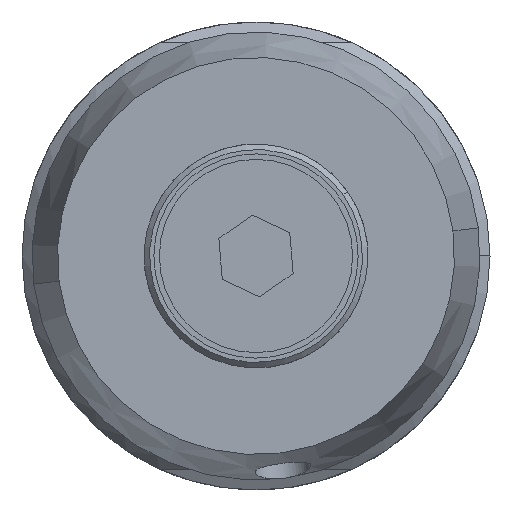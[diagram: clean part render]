
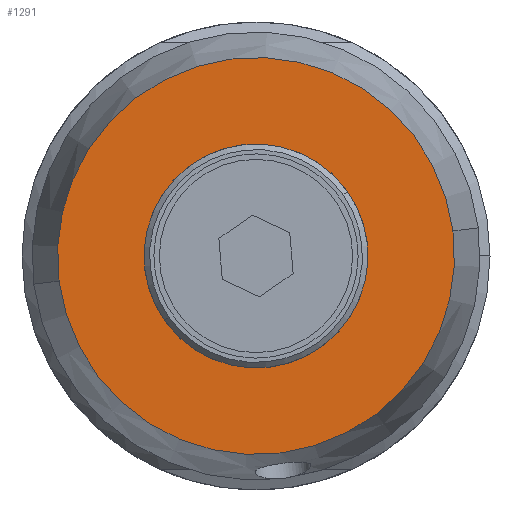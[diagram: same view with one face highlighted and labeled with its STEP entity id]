
A CAD part, front view. The second image highlights one B-rep face of the part: STEP entity #1291.
In plain terms, the highlighted planar face has unit normal (0, -1, 0).
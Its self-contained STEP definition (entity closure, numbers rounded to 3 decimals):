
#1 = CARTESIAN_POINT ( 'NONE',  ( 56.838, -148.5, 50.195 ) ) ;
#282 = DIRECTION ( 'NONE',  ( 0.992, 0., 0.126 ) ) ;
#313 = CARTESIAN_POINT ( 'NONE',  ( 46.918, -148.5, 48.934 ) ) ;
#328 = CARTESIAN_POINT ( 'NONE',  ( 46.918, -148.5, 48.934 ) ) ;
#405 = DIRECTION ( 'NONE',  ( 0., 1., 0. ) ) ;
#482 = CARTESIAN_POINT ( 'NONE',  ( 29.337, -148.5, 46.699 ) ) ;
#521 = AXIS2_PLACEMENT_3D ( 'NONE', #313, #1390, #282 ) ;
#553 = EDGE_CURVE ( 'NONE', #3343, #1615, #1976, .T. ) ;
#574 = CIRCLE ( 'NONE', #521, 10. ) ;
#610 = DIRECTION ( 'NONE',  ( 0.992, 0., 0.126 ) ) ;
#679 = ORIENTED_EDGE ( 'NONE', *, *, #3235, .T. ) ;
#810 = ORIENTED_EDGE ( 'NONE', *, *, #2973, .F. ) ;
#863 = DIRECTION ( 'NONE',  ( 0., 1., 0. ) ) ;
#920 = DIRECTION ( 'NONE',  ( 0., 1., 0. ) ) ;
#943 = FACE_BOUND ( 'NONE', #3043, .T. ) ;
#949 = CARTESIAN_POINT ( 'NONE',  ( 64.499, -148.5, 51.169 ) ) ;
#1068 = AXIS2_PLACEMENT_3D ( 'NONE', #1230, #3402, #1754 ) ;
#1111 = AXIS2_PLACEMENT_3D ( 'NONE', #2244, #405, #610 ) ;
#1230 = CARTESIAN_POINT ( 'NONE',  ( 46.918, -148.5, 48.934 ) ) ;
#1291 = ADVANCED_FACE ( 'NONE', ( #3153, #943 ), #2790, .F. ) ;
#1390 = DIRECTION ( 'NONE',  ( 0., 1., 0. ) ) ;
#1615 = VERTEX_POINT ( 'NONE', #482 ) ;
#1690 = EDGE_CURVE ( 'NONE', #2292, #2059, #574, .T. ) ;
#1707 = ORIENTED_EDGE ( 'NONE', *, *, #553, .F. ) ;
#1754 = DIRECTION ( 'NONE',  ( 0.992, 0., 0.126 ) ) ;
#1755 = CIRCLE ( 'NONE', #2106, 10. ) ;
#1936 = DIRECTION ( 'NONE',  ( 0.992, 0., 0.126 ) ) ;
#1976 = CIRCLE ( 'NONE', #3191, 17.722 ) ;
#2059 = VERTEX_POINT ( 'NONE', #2871 ) ;
#2106 = AXIS2_PLACEMENT_3D ( 'NONE', #2165, #863, #2716 ) ;
#2157 = CIRCLE ( 'NONE', #1068, 17.722 ) ;
#2165 = CARTESIAN_POINT ( 'NONE',  ( 46.918, -148.5, 48.934 ) ) ;
#2244 = CARTESIAN_POINT ( 'NONE',  ( 49.153, -148.5, 31.353 ) ) ;
#2292 = VERTEX_POINT ( 'NONE', #1 ) ;
#2524 = ORIENTED_EDGE ( 'NONE', *, *, #1690, .T. ) ;
#2716 = DIRECTION ( 'NONE',  ( 0.992, 0., 0.126 ) ) ;
#2790 = PLANE ( 'NONE',  #1111 ) ;
#2871 = CARTESIAN_POINT ( 'NONE',  ( 36.998, -148.5, 47.673 ) ) ;
#2973 = EDGE_CURVE ( 'NONE', #1615, #3343, #2157, .T. ) ;
#3043 = EDGE_LOOP ( 'NONE', ( #2524, #679 ) ) ;
#3153 = FACE_OUTER_BOUND ( 'NONE', #3291, .T. ) ;
#3191 = AXIS2_PLACEMENT_3D ( 'NONE', #328, #920, #1936 ) ;
#3235 = EDGE_CURVE ( 'NONE', #2059, #2292, #1755, .T. ) ;
#3291 = EDGE_LOOP ( 'NONE', ( #1707, #810 ) ) ;
#3343 = VERTEX_POINT ( 'NONE', #949 ) ;
#3402 = DIRECTION ( 'NONE',  ( 0., 1., 0. ) ) ;
